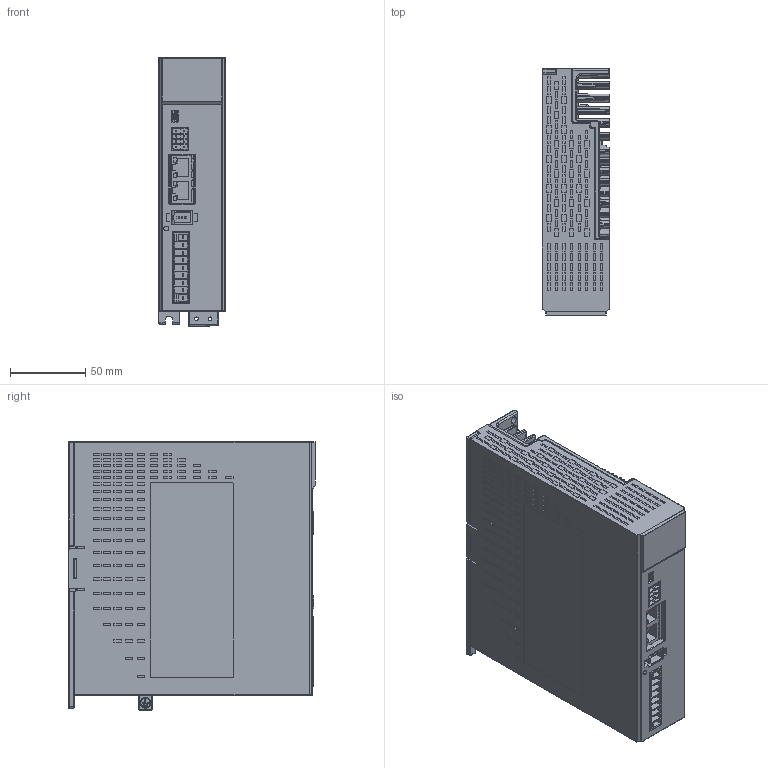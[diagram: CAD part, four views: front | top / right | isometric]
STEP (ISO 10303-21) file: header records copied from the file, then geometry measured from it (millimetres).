
FILE_DESCRIPTION(/* description */ (''),/* implementation_level */ '2;1');
FILE_NAME(/* name */ 'DS5C1-~2',/* time_stamp */ '2021-09-09T09:19:16+08:00',/* author */ (''),/* organization */ (''),/* preprocessor_version */ 'ST-DEVELOPER v15',/* originating_system */ '',/* authorisation */ '');
FILE_SCHEMA (('AUTOMOTIVE_DESIGN'));
Products named in the file (1): Document
Bounding box: 45 x 163.6 x 178.14 mm (x, y, z)
Surface area: 235316.5 mm2 (no closed solid volume)
Topology: 0 solids, 4718 shells, 4718 faces, 24122 edges, 24024 vertices
Faces by surface type: plane 2902, bspline 1816
Entity records: 252315 total; most frequent: CARTESIAN_POINT 124028, ORIENTED_EDGE 24025, EDGE_CURVE 24025, VERTEX_POINT 24025, B_SPLINE_CURVE_WITH_KNOTS 18118, EDGE_LOOP 5237, PRESENTATION_LAYER_ASSIGNMENT 4718, SHELL_BASED_SURFACE_MODEL 4718
